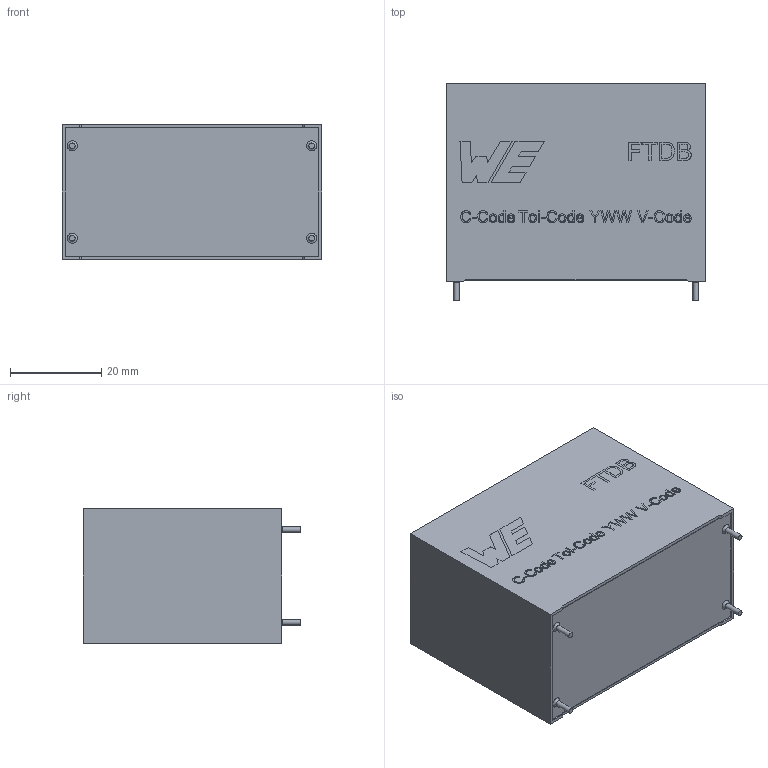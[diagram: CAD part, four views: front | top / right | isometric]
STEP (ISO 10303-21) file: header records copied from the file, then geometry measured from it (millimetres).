
FILE_DESCRIPTION(/* description */ ('Unknown'),/* implementation_level */ '2;1');
FILE_NAME(/* name */ '52.5x57x29.5x43.5',/* time_stamp */ '2024-12-17T09:57:19+08:00',/* author */ ('Unknown'),/* organization */ ('Unknown'),/* preprocessor_version */ 'ST-DEVELOPER v19.4',/* originating_system */ 'Solid Edge',/* authorisation */ 'Unknown');
FILE_SCHEMA (('AUTOMOTIVE_DESIGN {1 0 10303 214 3 1 1}'));
Length unit declared in the file: millimetre
Products named in the file (3): 52.5x57x29.5x43.5; Body; Shield
Assembly tree (2 placements, depth 2):
  52.5x57x29.5x43.5
    Body
    Shield
Bounding box: 57 x 47.65 x 29.5 mm (x, y, z)
Volume: 73134.8 mm3; surface area: 28322 mm2
Topology: 2 solids, 2 shells, 261 faces, 633 edges, 422 vertices
Faces by surface type: plane 200, bspline 53, cylinder 4, torus 4
Full cylindrical faces by diameter (mm): 1.2 x4
Entity records: 11898 total; most frequent: CARTESIAN_POINT 4532, ORIENTED_EDGE 1220, DIRECTION 833, EDGE_CURVE 610, VERTEX_POINT 418, LINE 387, VECTOR 387, EDGE_LOOP 326
